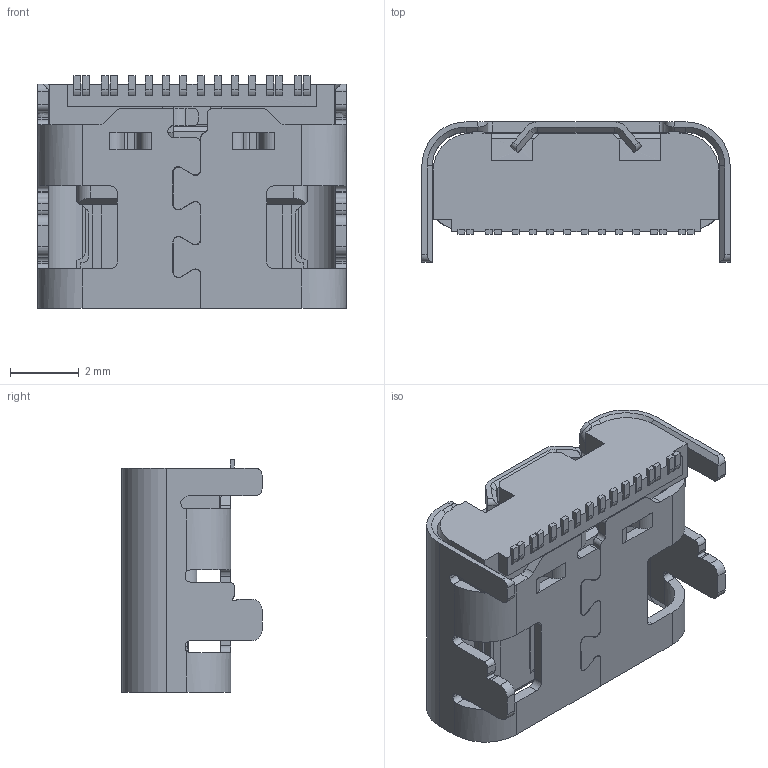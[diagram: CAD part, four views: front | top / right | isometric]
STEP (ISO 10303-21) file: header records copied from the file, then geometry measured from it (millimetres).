
FILE_DESCRIPTION(/* description */ ('STEP AP242','CAx-IF Rec.Pracs.---Representation and Presentation of Product Manufacturing Information (PMI)---4.0---2014-10-13','CAx-IF Rec.Pracs.---3D Tessellated Geometry---0.4---2014-09-14','2;1'),/* implementation_level */ '2;1');
FILE_NAME(/* name */ '61af7140a1f83b67b5d38fcd',/* time_stamp */ '2021-12-07T14:35:47+00:00',/* author */ (''),/* organization */ (''),/* preprocessor_version */ 'ST-DEVELOPER v18.1',/* originating_system */ ' ',/* authorisation */ ' ');
FILE_SCHEMA (('AP242_MANAGED_MODEL_BASED_3D_ENGINEERING_MIM_LF { 1 0 10303 442 1 1 4 }'));
Length unit declared in the file: metre
Products named in the file (81): 2171790001
Bounding box: 8.94 x 4.06 x 6.75 mm (x, y, z)
Volume: 95.6 mm3; surface area: 430.9 mm2
Topology: 1 solids, 1 shells, 662 faces, 2043 edges, 1437 vertices
Faces by surface type: plane 470, cylinder 175, cone 13, bspline 4
Entity records: 26200 total; most frequent: CARTESIAN_POINT 4434, ORIENTED_EDGE 3922, DIRECTION 3900, EDGE_CURVE 1961, LINE 1562, VECTOR 1562, VERTEX_POINT 1277, AXIS2_PLACEMENT_3D 1169
